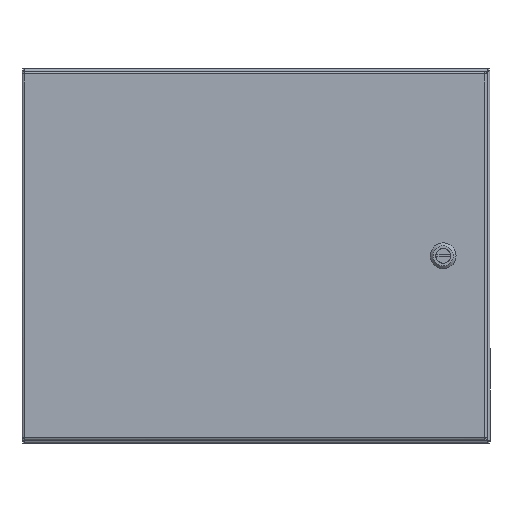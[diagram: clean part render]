
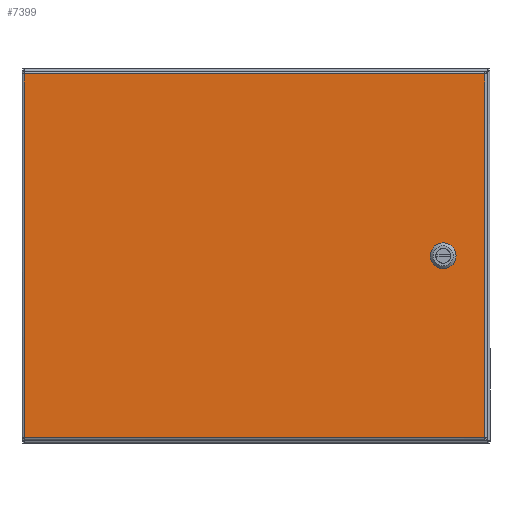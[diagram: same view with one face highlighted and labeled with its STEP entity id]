
A CAD part, top view. The second image highlights one B-rep face of the part: STEP entity #7399.
In plain terms, the highlighted face is planar.
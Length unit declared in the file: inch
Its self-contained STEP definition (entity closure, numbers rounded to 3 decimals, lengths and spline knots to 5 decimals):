
#5722=CARTESIAN_POINT('',(2.08762,8.275,0.0));
#5723=VERTEX_POINT('',#5722);
#5730=CARTESIAN_POINT('',(2.275,8.08762,0.0));
#5731=VERTEX_POINT('',#5730);
#5732=CARTESIAN_POINT('',(1.875,7.875,0.0));
#5733=DIRECTION('',(0.0,0.0,1.0));
#5734=DIRECTION('',(-0.469,-0.883,0.0));
#5735=AXIS2_PLACEMENT_3D('',#5732,#5733,#5734);
#5736=CIRCLE('',#5735,0.453);
#5737=EDGE_CURVE('',#5731,#5723,#5736,.T.);
#5762=CARTESIAN_POINT('',(2.275,7.66238,0.0));
#5763=VERTEX_POINT('',#5762);
#5764=CARTESIAN_POINT('',(2.275,7.66238,0.0));
#5765=DIRECTION('',(0.0,1.0,0.0));
#5766=VECTOR('',#5765,0.42525);
#5767=LINE('',#5764,#5766);
#5768=EDGE_CURVE('',#5763,#5731,#5767,.T.);
#5794=CARTESIAN_POINT('',(2.08762,7.475,0.0));
#5795=VERTEX_POINT('',#5794);
#5796=CARTESIAN_POINT('',(1.875,7.875,0.0));
#5797=DIRECTION('',(0.0,0.0,1.0));
#5798=DIRECTION('',(-0.883,0.469,0.0));
#5799=AXIS2_PLACEMENT_3D('',#5796,#5797,#5798);
#5800=CIRCLE('',#5799,0.453);
#5801=EDGE_CURVE('',#5795,#5763,#5800,.T.);
#5826=CARTESIAN_POINT('',(1.66238,7.475,0.0));
#5827=VERTEX_POINT('',#5826);
#5828=CARTESIAN_POINT('',(1.66238,7.475,0.0));
#5829=DIRECTION('',(1.0,0.0,0.0));
#5830=VECTOR('',#5829,0.42525);
#5831=LINE('',#5828,#5830);
#5832=EDGE_CURVE('',#5827,#5795,#5831,.T.);
#5858=CARTESIAN_POINT('',(1.475,7.66238,0.0));
#5859=VERTEX_POINT('',#5858);
#5860=CARTESIAN_POINT('',(1.875,7.875,0.0));
#5861=DIRECTION('',(0.0,0.0,1.0));
#5862=DIRECTION('',(0.469,0.883,0.0));
#5863=AXIS2_PLACEMENT_3D('',#5860,#5861,#5862);
#5864=CIRCLE('',#5863,0.453);
#5865=EDGE_CURVE('',#5859,#5827,#5864,.T.);
#5890=CARTESIAN_POINT('',(1.475,8.08762,0.0));
#5891=VERTEX_POINT('',#5890);
#5892=CARTESIAN_POINT('',(1.475,8.08762,0.0));
#5893=DIRECTION('',(0.0,-1.0,0.0));
#5894=VECTOR('',#5893,0.42525);
#5895=LINE('',#5892,#5894);
#5896=EDGE_CURVE('',#5891,#5859,#5895,.T.);
#5922=CARTESIAN_POINT('',(1.66238,8.275,0.0));
#5923=VERTEX_POINT('',#5922);
#5924=CARTESIAN_POINT('',(1.875,7.875,0.0));
#5925=DIRECTION('',(0.0,0.0,1.0));
#5926=DIRECTION('',(0.883,-0.469,0.0));
#5927=AXIS2_PLACEMENT_3D('',#5924,#5925,#5926);
#5928=CIRCLE('',#5927,0.453);
#5929=EDGE_CURVE('',#5923,#5891,#5928,.T.);
#5952=CARTESIAN_POINT('',(2.08762,8.275,0.0));
#5953=DIRECTION('',(-1.0,0.0,0.0));
#5954=VECTOR('',#5953,0.42525);
#5955=LINE('',#5952,#5954);
#5956=EDGE_CURVE('',#5723,#5923,#5955,.T.);
#6407=CARTESIAN_POINT('',(19.76975,0.10525,0.));
#6408=VERTEX_POINT('',#6407);
#6419=CARTESIAN_POINT('',(19.76975,15.64475,0.));
#6420=VERTEX_POINT('',#6419);
#6421=CARTESIAN_POINT('',(19.76975,15.64475,0.0));
#6422=DIRECTION('',(0.0,-1.0,0.0));
#6423=VECTOR('',#6422,15.5395);
#6424=LINE('',#6421,#6423);
#6425=EDGE_CURVE('',#6420,#6408,#6424,.T.);
#6577=CARTESIAN_POINT('',(0.10525,0.10525,0.));
#6578=VERTEX_POINT('',#6577);
#6589=CARTESIAN_POINT('',(19.76975,0.10525,0.0));
#6590=DIRECTION('',(-1.0,0.0,0.0));
#6591=VECTOR('',#6590,19.6645);
#6592=LINE('',#6589,#6591);
#6593=EDGE_CURVE('',#6408,#6578,#6592,.T.);
#6854=CARTESIAN_POINT('',(0.10525,15.64475,0.));
#6855=VERTEX_POINT('',#6854);
#6866=CARTESIAN_POINT('',(0.10525,0.10525,0.0));
#6867=DIRECTION('',(0.0,1.0,0.0));
#6868=VECTOR('',#6867,15.5395);
#6869=LINE('',#6866,#6868);
#6870=EDGE_CURVE('',#6578,#6855,#6869,.T.);
#7135=CARTESIAN_POINT('',(0.10525,15.64475,0.0));
#7136=DIRECTION('',(1.0,0.0,0.0));
#7137=VECTOR('',#7136,19.6645);
#7138=LINE('',#7135,#7137);
#7139=EDGE_CURVE('',#6855,#6420,#7138,.T.);
#7378=CARTESIAN_POINT('',(9.9375,7.875,0.0));
#7379=DIRECTION('',(0.0,0.0,1.0));
#7380=DIRECTION('',(1.0,0.0,0.0));
#7381=AXIS2_PLACEMENT_3D('',#7378,#7379,#7380);
#7382=PLANE('',#7381);
#7383=ORIENTED_EDGE('',*,*,#6425,.T.);
#7384=ORIENTED_EDGE('',*,*,#6593,.T.);
#7385=ORIENTED_EDGE('',*,*,#6870,.T.);
#7386=ORIENTED_EDGE('',*,*,#7139,.T.);
#7387=EDGE_LOOP('',(#7383,#7384,#7385,#7386));
#7388=FACE_OUTER_BOUND('',#7387,.T.);
#7389=ORIENTED_EDGE('',*,*,#5737,.T.);
#7390=ORIENTED_EDGE('',*,*,#5956,.T.);
#7391=ORIENTED_EDGE('',*,*,#5929,.T.);
#7392=ORIENTED_EDGE('',*,*,#5896,.T.);
#7393=ORIENTED_EDGE('',*,*,#5865,.T.);
#7394=ORIENTED_EDGE('',*,*,#5832,.T.);
#7395=ORIENTED_EDGE('',*,*,#5801,.T.);
#7396=ORIENTED_EDGE('',*,*,#5768,.T.);
#7397=EDGE_LOOP('',(#7389,#7390,#7391,#7392,#7393,#7394,#7395,#7396));
#7398=FACE_BOUND('',#7397,.T.);
#7399=ADVANCED_FACE('',(#7388,#7398),#7382,.F.);
